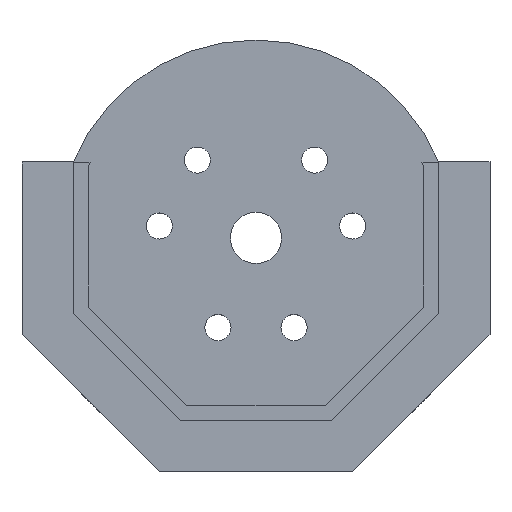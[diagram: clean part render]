
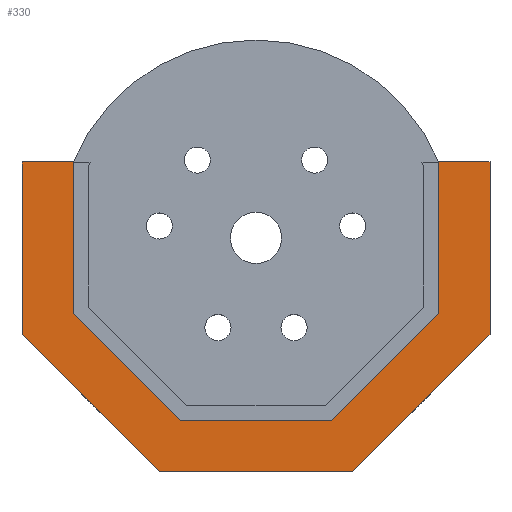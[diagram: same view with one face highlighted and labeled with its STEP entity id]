
A CAD part, top view. The second image highlights one B-rep face of the part: STEP entity #330.
In plain terms, the highlighted planar face has unit normal (0, 0, 1).
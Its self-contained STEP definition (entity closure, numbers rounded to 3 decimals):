
#12 = CARTESIAN_POINT ( 'NONE',  ( 25.208, -25.208, 27.5 ) ) ;
#60 = LINE ( 'NONE', #607, #1426 ) ;
#92 = LINE ( 'NONE', #1718, #127 ) ;
#104 = VERTEX_POINT ( 'NONE', #1720 ) ;
#127 = VECTOR ( 'NONE', #1334, 1000. ) ;
#137 = VECTOR ( 'NONE', #239, 1000. ) ;
#147 = ORIENTED_EDGE ( 'NONE', *, *, #611, .T. ) ;
#161 = EDGE_CURVE ( 'NONE', #1498, #1153, #60, .T. ) ;
#203 = VERTEX_POINT ( 'NONE', #1111 ) ;
#217 = ORIENTED_EDGE ( 'NONE', *, *, #825, .F. ) ;
#230 = CARTESIAN_POINT ( 'NONE',  ( 45.65, 0., 27.5 ) ) ;
#239 = DIRECTION ( 'NONE',  ( 0., -1., 0. ) ) ;
#255 = VERTEX_POINT ( 'NONE', #1015 ) ;
#322 = CARTESIAN_POINT ( 'NONE',  ( -45.65, -18.909, 27.5 ) ) ;
#325 = ORIENTED_EDGE ( 'NONE', *, *, #918, .T. ) ;
#330 = ADVANCED_FACE ( 'NONE', ( #914 ), #777, .T. ) ;
#366 = ORIENTED_EDGE ( 'NONE', *, *, #1572, .T. ) ;
#421 = CARTESIAN_POINT ( 'NONE',  ( 32.279, -32.279, 27.5 ) ) ;
#433 = ORIENTED_EDGE ( 'NONE', *, *, #1122, .F. ) ;
#451 = VECTOR ( 'NONE', #1623, 1000. ) ;
#457 = DIRECTION ( 'NONE',  ( 0.707, -0.707, 0. ) ) ;
#471 = LINE ( 'NONE', #1430, #1195 ) ;
#475 = CARTESIAN_POINT ( 'NONE',  ( -35.65, -14.767, 27.5 ) ) ;
#516 = LINE ( 'NONE', #230, #451 ) ;
#604 = DIRECTION ( 'NONE',  ( 1., 0., 0. ) ) ;
#607 = CARTESIAN_POINT ( 'NONE',  ( -25.208, -25.208, 27.5 ) ) ;
#611 = EDGE_CURVE ( 'NONE', #104, #1263, #1269, .T. ) ;
#660 = CARTESIAN_POINT ( 'NONE',  ( 45.65, -18.909, 27.5 ) ) ;
#682 = VECTOR ( 'NONE', #1072, 1000. ) ;
#685 = ORIENTED_EDGE ( 'NONE', *, *, #751, .T. ) ;
#700 = CARTESIAN_POINT ( 'NONE',  ( -18.909, -45.65, 27.5 ) ) ;
#745 = LINE ( 'NONE', #1303, #1761 ) ;
#751 = EDGE_CURVE ( 'NONE', #1116, #1411, #745, .T. ) ;
#757 = DIRECTION ( 'NONE',  ( 0.707, -0.707, 0. ) ) ;
#777 = PLANE ( 'NONE',  #1613 ) ;
#779 = VERTEX_POINT ( 'NONE', #876 ) ;
#801 = EDGE_CURVE ( 'NONE', #851, #255, #471, .T. ) ;
#814 = CARTESIAN_POINT ( 'NONE',  ( -45.65, 0., 27.5 ) ) ;
#823 = LINE ( 'NONE', #814, #1754 ) ;
#825 = EDGE_CURVE ( 'NONE', #1517, #1498, #1723, .T. ) ;
#851 = VERTEX_POINT ( 'NONE', #1362 ) ;
#876 = CARTESIAN_POINT ( 'NONE',  ( -45.65, 14.767, 27.5 ) ) ;
#891 = ORIENTED_EDGE ( 'NONE', *, *, #801, .F. ) ;
#892 = EDGE_CURVE ( 'NONE', #1263, #1209, #516, .T. ) ;
#914 = FACE_OUTER_BOUND ( 'NONE', #1240, .T. ) ;
#918 = EDGE_CURVE ( 'NONE', #1517, #779, #1088, .T. ) ;
#994 = DIRECTION ( 'NONE',  ( 0.707, 0.707, 0. ) ) ;
#1015 = CARTESIAN_POINT ( 'NONE',  ( 35.65, 14.767, 27.5 ) ) ;
#1016 = EDGE_CURVE ( 'NONE', #203, #851, #1267, .T. ) ;
#1034 = CARTESIAN_POINT ( 'NONE',  ( 0., 14.767, 27.5 ) ) ;
#1039 = DIRECTION ( 'NONE',  ( 0., 0., 1. ) ) ;
#1054 = CARTESIAN_POINT ( 'NONE',  ( -35.65, 0., 27.5 ) ) ;
#1057 = CARTESIAN_POINT ( 'NONE',  ( 0., 0., 27.5 ) ) ;
#1063 = ORIENTED_EDGE ( 'NONE', *, *, #1016, .F. ) ;
#1072 = DIRECTION ( 'NONE',  ( -1., 0., 0. ) ) ;
#1088 = LINE ( 'NONE', #1606, #682 ) ;
#1111 = CARTESIAN_POINT ( 'NONE',  ( 14.767, -35.65, 27.5 ) ) ;
#1116 = VERTEX_POINT ( 'NONE', #322 ) ;
#1122 = EDGE_CURVE ( 'NONE', #1153, #203, #1157, .T. ) ;
#1129 = ORIENTED_EDGE ( 'NONE', *, *, #1507, .F. ) ;
#1153 = VERTEX_POINT ( 'NONE', #1275 ) ;
#1157 = LINE ( 'NONE', #1433, #1506 ) ;
#1185 = LINE ( 'NONE', #1034, #1312 ) ;
#1195 = VECTOR ( 'NONE', #1451, 1000. ) ;
#1209 = VERTEX_POINT ( 'NONE', #1736 ) ;
#1238 = ORIENTED_EDGE ( 'NONE', *, *, #1615, .T. ) ;
#1240 = EDGE_LOOP ( 'NONE', ( #1129, #891, #1063, #433, #1279, #217, #325, #1238, #685, #366, #147, #1296 ) ) ;
#1263 = VERTEX_POINT ( 'NONE', #660 ) ;
#1267 = LINE ( 'NONE', #12, #1508 ) ;
#1269 = LINE ( 'NONE', #421, #1369 ) ;
#1275 = CARTESIAN_POINT ( 'NONE',  ( -14.767, -35.65, 27.5 ) ) ;
#1279 = ORIENTED_EDGE ( 'NONE', *, *, #161, .F. ) ;
#1296 = ORIENTED_EDGE ( 'NONE', *, *, #892, .T. ) ;
#1301 = DIRECTION ( 'NONE',  ( 1., 0., 0. ) ) ;
#1303 = CARTESIAN_POINT ( 'NONE',  ( -32.279, -32.279, 27.5 ) ) ;
#1312 = VECTOR ( 'NONE', #1596, 1000. ) ;
#1334 = DIRECTION ( 'NONE',  ( 1., 0., 0. ) ) ;
#1362 = CARTESIAN_POINT ( 'NONE',  ( 35.65, -14.767, 27.5 ) ) ;
#1369 = VECTOR ( 'NONE', #1501, 1000. ) ;
#1411 = VERTEX_POINT ( 'NONE', #700 ) ;
#1426 = VECTOR ( 'NONE', #757, 1000. ) ;
#1430 = CARTESIAN_POINT ( 'NONE',  ( 35.65, 0., 27.5 ) ) ;
#1433 = CARTESIAN_POINT ( 'NONE',  ( 0., -35.65, 27.5 ) ) ;
#1451 = DIRECTION ( 'NONE',  ( 0., 1., 0. ) ) ;
#1498 = VERTEX_POINT ( 'NONE', #475 ) ;
#1501 = DIRECTION ( 'NONE',  ( 0.707, 0.707, 0. ) ) ;
#1506 = VECTOR ( 'NONE', #1301, 1000. ) ;
#1507 = EDGE_CURVE ( 'NONE', #255, #1209, #1185, .T. ) ;
#1508 = VECTOR ( 'NONE', #994, 1000. ) ;
#1517 = VERTEX_POINT ( 'NONE', #1571 ) ;
#1571 = CARTESIAN_POINT ( 'NONE',  ( -35.65, 14.767, 27.5 ) ) ;
#1572 = EDGE_CURVE ( 'NONE', #1411, #104, #92, .T. ) ;
#1596 = DIRECTION ( 'NONE',  ( 1., 0., 0. ) ) ;
#1606 = CARTESIAN_POINT ( 'NONE',  ( 0., 14.767, 27.5 ) ) ;
#1613 = AXIS2_PLACEMENT_3D ( 'NONE', #1057, #1039, #604 ) ;
#1615 = EDGE_CURVE ( 'NONE', #779, #1116, #823, .T. ) ;
#1623 = DIRECTION ( 'NONE',  ( 0., 1., 0. ) ) ;
#1627 = DIRECTION ( 'NONE',  ( 0., -1., 0. ) ) ;
#1718 = CARTESIAN_POINT ( 'NONE',  ( 0., -45.65, 27.5 ) ) ;
#1720 = CARTESIAN_POINT ( 'NONE',  ( 18.909, -45.65, 27.5 ) ) ;
#1723 = LINE ( 'NONE', #1054, #137 ) ;
#1736 = CARTESIAN_POINT ( 'NONE',  ( 45.65, 14.767, 27.5 ) ) ;
#1754 = VECTOR ( 'NONE', #1627, 1000. ) ;
#1761 = VECTOR ( 'NONE', #457, 1000. ) ;
